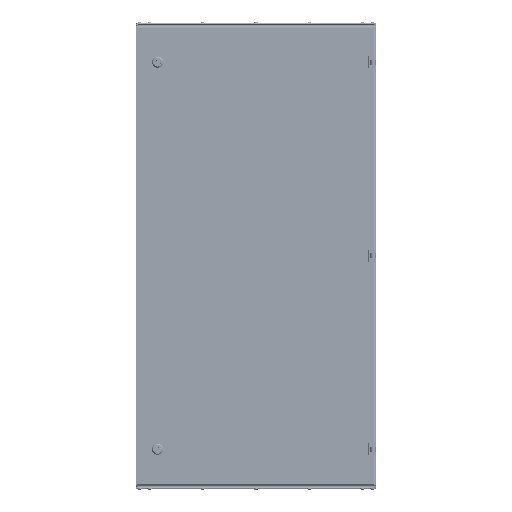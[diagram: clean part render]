
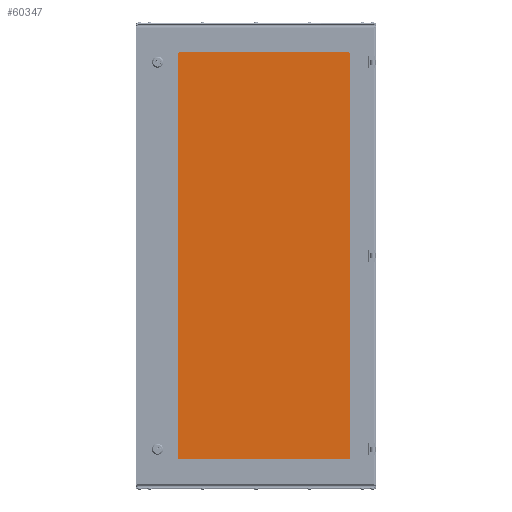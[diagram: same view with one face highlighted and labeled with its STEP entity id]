
A CAD part, top view. The second image highlights one B-rep face of the part: STEP entity #60347.
In plain terms, the highlighted planar face has unit normal (0, 0, 1).
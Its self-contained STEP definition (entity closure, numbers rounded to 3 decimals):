
#347 = DIRECTION ( 'NONE',  ( 0., 0., 1. ) ) ;
#405 = EDGE_LOOP ( 'NONE', ( #77018, #61961, #10860, #77970, #42895, #2463, #29419, #69400 ) ) ;
#1947 = CARTESIAN_POINT ( 'NONE',  ( 217.75, -520.5, 4. ) ) ;
#2191 = CIRCLE ( 'NONE', #12688, 10. ) ;
#2463 = ORIENTED_EDGE ( 'NONE', *, *, #52443, .T. ) ;
#4508 = EDGE_CURVE ( 'NONE', #48199, #87304, #57573, .T. ) ;
#5483 = DIRECTION ( 'NONE',  ( 1., 0., 0. ) ) ;
#6961 = DIRECTION ( 'NONE',  ( -1., 0., 0. ) ) ;
#7909 = EDGE_CURVE ( 'NONE', #74300, #60235, #61666, .T. ) ;
#9164 = LINE ( 'NONE', #46041, #65650 ) ;
#10127 = VERTEX_POINT ( 'NONE', #91769 ) ;
#10860 = ORIENTED_EDGE ( 'NONE', *, *, #7909, .T. ) ;
#11024 = DIRECTION ( 'NONE',  ( -1., 0., 0. ) ) ;
#12688 = AXIS2_PLACEMENT_3D ( 'NONE', #48411, #75770, #47955 ) ;
#18234 = LINE ( 'NONE', #47076, #66107 ) ;
#25475 = EDGE_CURVE ( 'NONE', #60235, #10127, #77480, .T. ) ;
#27970 = CARTESIAN_POINT ( 'NONE',  ( -217.75, -520.5, 4. ) ) ;
#28129 = CARTESIAN_POINT ( 'NONE',  ( -227.75, -520.5, 4. ) ) ;
#28895 = EDGE_CURVE ( 'NONE', #30591, #74300, #2191, .T. ) ;
#29419 = ORIENTED_EDGE ( 'NONE', *, *, #45483, .T. ) ;
#29544 = CARTESIAN_POINT ( 'NONE',  ( 0., 0., 4. ) ) ;
#30591 = VERTEX_POINT ( 'NONE', #1947 ) ;
#31599 = AXIS2_PLACEMENT_3D ( 'NONE', #32055, #60853, #51942 ) ;
#32055 = CARTESIAN_POINT ( 'NONE',  ( -217.75, 510.5, 4. ) ) ;
#32075 = EDGE_CURVE ( 'NONE', #10127, #39195, #9164, .T. ) ;
#32408 = DIRECTION ( 'NONE',  ( 0., 1., 0. ) ) ;
#38934 = EDGE_CURVE ( 'NONE', #87304, #30591, #18234, .T. ) ;
#39195 = VERTEX_POINT ( 'NONE', #62520 ) ;
#42047 = CARTESIAN_POINT ( 'NONE',  ( -217.75, -510.5, 4. ) ) ;
#42895 = ORIENTED_EDGE ( 'NONE', *, *, #32075, .T. ) ;
#45483 = EDGE_CURVE ( 'NONE', #75318, #48199, #64005, .T. ) ;
#46041 = CARTESIAN_POINT ( 'NONE',  ( -227.75, 520.5, 4. ) ) ;
#47076 = CARTESIAN_POINT ( 'NONE',  ( -227.75, -520.5, 4. ) ) ;
#47955 = DIRECTION ( 'NONE',  ( -1., 0., 0. ) ) ;
#48199 = VERTEX_POINT ( 'NONE', #87190 ) ;
#48411 = CARTESIAN_POINT ( 'NONE',  ( 217.75, -510.5, 4. ) ) ;
#49235 = VECTOR ( 'NONE', #49863, 1000. ) ;
#49863 = DIRECTION ( 'NONE',  ( 0., -1., 0. ) ) ;
#51260 = AXIS2_PLACEMENT_3D ( 'NONE', #29544, #58363, #72943 ) ;
#51942 = DIRECTION ( 'NONE',  ( -1., 0., 0. ) ) ;
#52443 = EDGE_CURVE ( 'NONE', #39195, #75318, #63279, .T. ) ;
#57051 = CARTESIAN_POINT ( 'NONE',  ( 217.75, 510.5, 4. ) ) ;
#57573 = CIRCLE ( 'NONE', #80182, 10. ) ;
#58363 = DIRECTION ( 'NONE',  ( 0., 0., -1. ) ) ;
#60235 = VERTEX_POINT ( 'NONE', #92830 ) ;
#60347 = ADVANCED_FACE ( 'NONE', ( #73421 ), #80501, .F. ) ;
#60853 = DIRECTION ( 'NONE',  ( 0., 0., 1. ) ) ;
#61666 = LINE ( 'NONE', #81493, #81998 ) ;
#61961 = ORIENTED_EDGE ( 'NONE', *, *, #28895, .T. ) ;
#62520 = CARTESIAN_POINT ( 'NONE',  ( -217.75, 520.5, 4. ) ) ;
#63277 = DIRECTION ( 'NONE',  ( 0., 0., 1. ) ) ;
#63279 = CIRCLE ( 'NONE', #31599, 10. ) ;
#64005 = LINE ( 'NONE', #28129, #49235 ) ;
#65650 = VECTOR ( 'NONE', #11024, 1000. ) ;
#66107 = VECTOR ( 'NONE', #5483, 1000. ) ;
#68438 = AXIS2_PLACEMENT_3D ( 'NONE', #57051, #347, #6961 ) ;
#69400 = ORIENTED_EDGE ( 'NONE', *, *, #4508, .T. ) ;
#72943 = DIRECTION ( 'NONE',  ( -1., 0., 0. ) ) ;
#73421 = FACE_OUTER_BOUND ( 'NONE', #405, .T. ) ;
#74300 = VERTEX_POINT ( 'NONE', #81818 ) ;
#75318 = VERTEX_POINT ( 'NONE', #87982 ) ;
#75770 = DIRECTION ( 'NONE',  ( 0., 0., 1. ) ) ;
#77018 = ORIENTED_EDGE ( 'NONE', *, *, #38934, .T. ) ;
#77480 = CIRCLE ( 'NONE', #68438, 10. ) ;
#77970 = ORIENTED_EDGE ( 'NONE', *, *, #25475, .T. ) ;
#80182 = AXIS2_PLACEMENT_3D ( 'NONE', #42047, #63277, #84500 ) ;
#80501 = PLANE ( 'NONE',  #51260 ) ;
#81493 = CARTESIAN_POINT ( 'NONE',  ( 227.75, -520.5, 4. ) ) ;
#81818 = CARTESIAN_POINT ( 'NONE',  ( 227.75, -510.5, 4. ) ) ;
#81998 = VECTOR ( 'NONE', #32408, 1000. ) ;
#84500 = DIRECTION ( 'NONE',  ( -1., 0., 0. ) ) ;
#87190 = CARTESIAN_POINT ( 'NONE',  ( -227.75, -510.5, 4. ) ) ;
#87304 = VERTEX_POINT ( 'NONE', #27970 ) ;
#87982 = CARTESIAN_POINT ( 'NONE',  ( -227.75, 510.5, 4. ) ) ;
#91769 = CARTESIAN_POINT ( 'NONE',  ( 217.75, 520.5, 4. ) ) ;
#92830 = CARTESIAN_POINT ( 'NONE',  ( 227.75, 510.5, 4. ) ) ;
